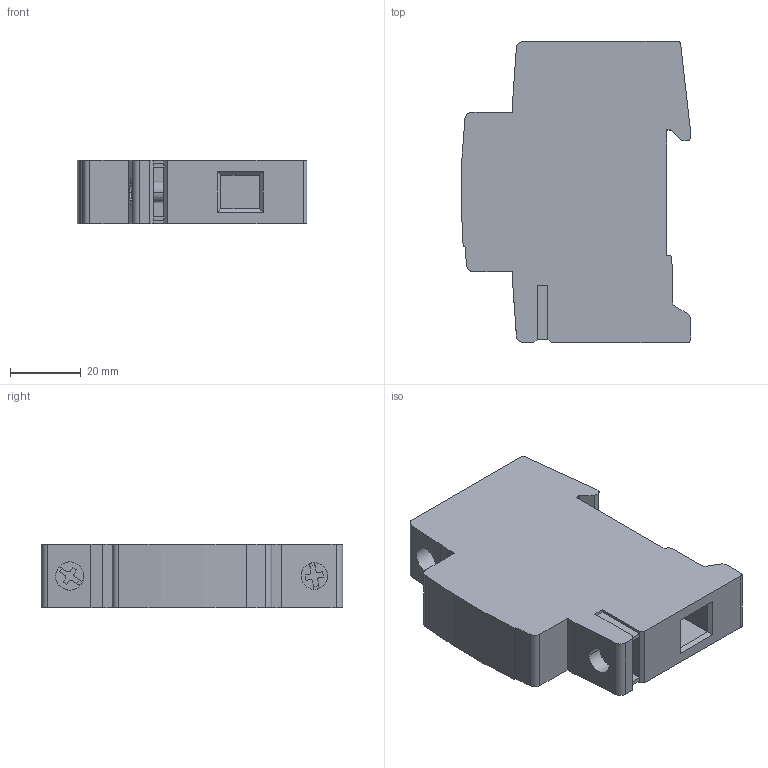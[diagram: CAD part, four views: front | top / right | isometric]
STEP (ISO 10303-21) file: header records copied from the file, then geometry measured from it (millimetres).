
FILE_DESCRIPTION((''),'2;1');
FILE_NAME('B80001021','2017-03-23T',('FRJEGUI'),(''),'CREO PARAMETRIC BY PTC INC, 2016380','CREO PARAMETRIC BY PTC INC, 2016380','');
FILE_SCHEMA(('CONFIG_CONTROL_DESIGN'));
Length unit declared in the file: millimetre
Products named in the file (1): B80001021
Bounding box: 64.77 x 85 x 17.8 mm (x, y, z)
Volume: 75471.4 mm3; surface area: 17194.4 mm2
Topology: 1 solids, 1 shells, 120 faces, 321 edges, 208 vertices
Faces by surface type: plane 91, cylinder 29
Entity records: 3989 total; most frequent: CARTESIAN_POINT 897, ORIENTED_EDGE 642, DIRECTION 619, EDGE_CURVE 321, VECTOR 255, LINE 255, VERTEX_POINT 208, AXIS2_PLACEMENT_3D 182
